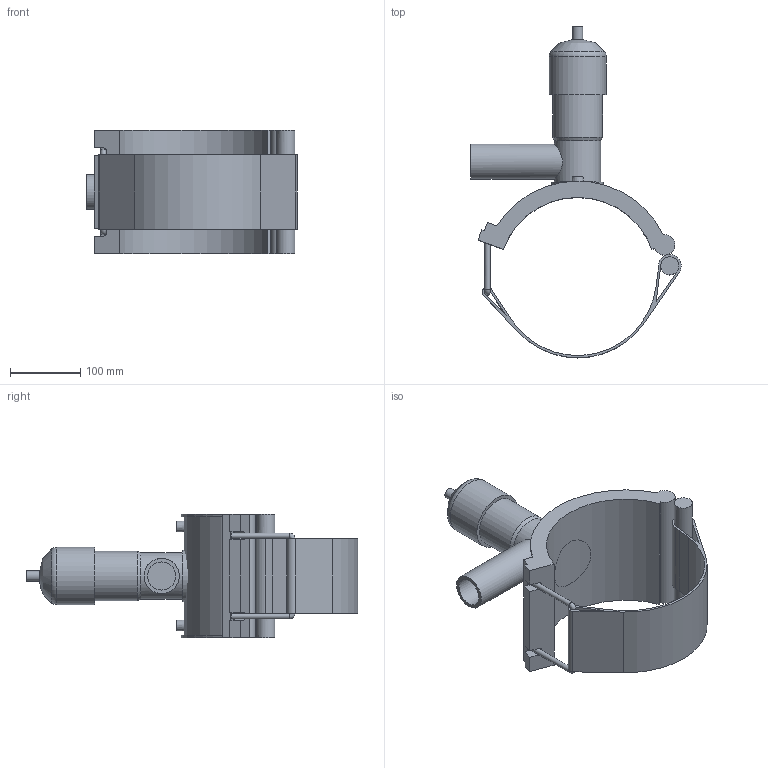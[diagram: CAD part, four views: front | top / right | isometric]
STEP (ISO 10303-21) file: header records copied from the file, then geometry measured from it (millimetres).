
FILE_DESCRIPTION(/* description */ ('PLASSON TAPPING VALVE 225-50'),/* implementation_level */ '2;1');
FILE_NAME(/* name */ '495404225050.ipt.stp',/* time_stamp */ '2017-11-06T09:19:16+02:00',/* author */ ('KIM'),/* organization */ (''),/* preprocessor_version */ 'ST-DEVELOPER v15.6',/* originating_system */ 'Autodesk Inventor 2015',/* authorisation */ '');
FILE_SCHEMA (('AUTOMOTIVE_DESIGN { 1 0 10303 214 3 1 1 }'));
Length unit declared in the file: millimetre
Products named in the file (1): 495404225050
Bounding box: 299.32 x 472.37 x 176 mm (x, y, z)
Volume: 2458331.5 mm3; surface area: 375527.7 mm2
Topology: 2 solids, 2 shells, 81 faces, 195 edges, 126 vertices
Faces by surface type: plane 45, cylinder 29, torus 3, cone 3, bspline 1
Full cylindrical faces by diameter (mm): 4 x2, 7.65 x2, 10 x2, 14.64 x1, 25.615 x1, 40 x1, 50 x1, 65.88 x1, 70.76 x1, 73.2 x1, 81.333 x1
Entity records: 2444 total; most frequent: CARTESIAN_POINT 592, DIRECTION 391, ORIENTED_EDGE 336, EDGE_CURVE 167, AXIS2_PLACEMENT_3D 148, EDGE_LOOP 119, VERTEX_POINT 119, LINE 95
